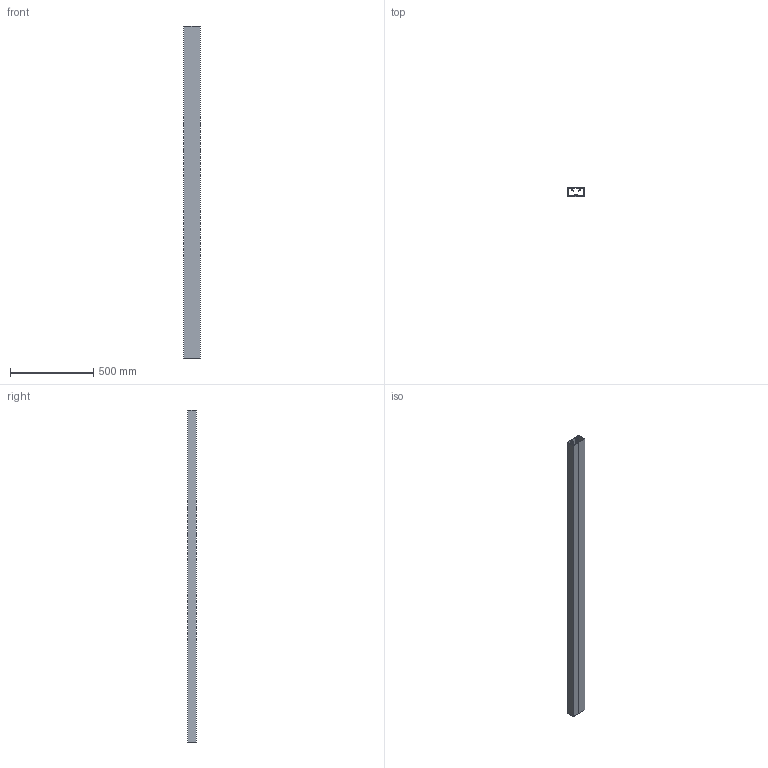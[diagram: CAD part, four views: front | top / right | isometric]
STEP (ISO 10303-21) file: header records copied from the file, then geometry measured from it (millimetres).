
FILE_DESCRIPTION (( 'STEP AP214' ), '1' );
FILE_NAME ('6113003.STEP', '2025-02-17T12:48:58', ( '' ), ( '' ), 'SwSTEP 2.0', 'SolidWorks 2024', '' );
FILE_SCHEMA (( 'AUTOMOTIVE_DESIGN' ));
Length unit declared in the file: millimetre
Products named in the file (3): 070045_L=2000 mit Lochung; 070046_L=2000; 6113003
Assembly tree (2 placements, depth 2):
  6113003
    070045_L=2000 mit Lochung
    070046_L=2000
Bounding box: 100 x 53 x 2000 mm (x, y, z)
Volume: 1745203.3 mm3; surface area: 1609956.4 mm2
Topology: 2 solids, 2 shells, 80 faces, 228 edges, 152 vertices
Faces by surface type: plane 78, cylinder 2
Entity records: 2644 total; most frequent: CARTESIAN_POINT 465, ORIENTED_EDGE 456, DIRECTION 402, EDGE_CURVE 228, VECTOR 224, LINE 224, VERTEX_POINT 152, AXIS2_PLACEMENT_3D 89
